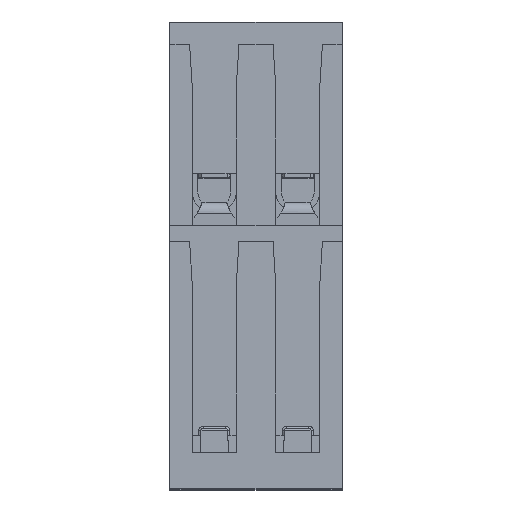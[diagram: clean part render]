
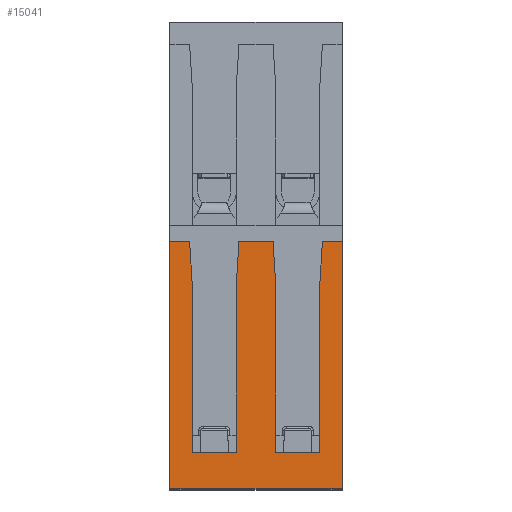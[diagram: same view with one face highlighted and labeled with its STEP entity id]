
A CAD part, top view. The second image highlights one B-rep face of the part: STEP entity #15041.
In plain terms, the highlighted planar face has unit normal (0, 0.021, 1).
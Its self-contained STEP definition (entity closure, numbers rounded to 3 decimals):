
#118 = VERTEX_POINT ( 'NONE', #1069 ) ;
#120 = VERTEX_POINT ( 'NONE', #14344 ) ;
#850 = CARTESIAN_POINT ( 'NONE',  ( 5.8, 3.299, 37.931 ) ) ;
#1065 = ORIENTED_EDGE ( 'NONE', *, *, #19618, .F. ) ;
#1069 = CARTESIAN_POINT ( 'NONE',  ( 5.8, 18.496, 37.615 ) ) ;
#1209 = VERTEX_POINT ( 'NONE', #25351 ) ;
#1453 = CARTESIAN_POINT ( 'NONE',  ( -6.05, 22.495, 37.531 ) ) ;
#1758 = CARTESIAN_POINT ( 'NONE',  ( -7.85, 22.495, 37.531 ) ) ;
#2017 = CARTESIAN_POINT ( 'NONE',  ( 0., 22.495, 37.531 ) ) ;
#2082 = ORIENTED_EDGE ( 'NONE', *, *, #25289, .T. ) ;
#2233 = CARTESIAN_POINT ( 'NONE',  ( 7.85, 0., 38. ) ) ;
#2448 = DIRECTION ( 'NONE',  ( 0., 1., -0.021 ) ) ;
#2575 = DIRECTION ( 'NONE',  ( 1., 0., 0. ) ) ;
#2759 = EDGE_CURVE ( 'NONE', #17053, #2882, #3760, .T. ) ;
#2882 = VERTEX_POINT ( 'NONE', #8296 ) ;
#2939 = CARTESIAN_POINT ( 'NONE',  ( -1.8, 18.496, 37.615 ) ) ;
#3174 = VECTOR ( 'NONE', #7275, 1000. ) ;
#3489 = VERTEX_POINT ( 'NONE', #2233 ) ;
#3516 = LINE ( 'NONE', #19159, #26672 ) ;
#3586 = VERTEX_POINT ( 'NONE', #15793 ) ;
#3760 = LINE ( 'NONE', #22437, #14823 ) ;
#4411 = EDGE_CURVE ( 'NONE', #19977, #20202, #3516, .T. ) ;
#4751 = CARTESIAN_POINT ( 'NONE',  ( -5.8, 18.496, 37.615 ) ) ;
#4788 = ORIENTED_EDGE ( 'NONE', *, *, #6557, .T. ) ;
#5154 = CARTESIAN_POINT ( 'NONE',  ( -7.85, 0., 38. ) ) ;
#5155 = VECTOR ( 'NONE', #25634, 1000. ) ;
#6557 = EDGE_CURVE ( 'NONE', #3489, #2882, #16880, .T. ) ;
#7097 = VECTOR ( 'NONE', #16334, 1000. ) ;
#7275 = DIRECTION ( 'NONE',  ( 0.062, 0.998, -0.021 ) ) ;
#7374 = DIRECTION ( 'NONE',  ( 0., -1., 0.021 ) ) ;
#7731 = LINE ( 'NONE', #23011, #24711 ) ;
#7836 = LINE ( 'NONE', #2017, #13018 ) ;
#8296 = CARTESIAN_POINT ( 'NONE',  ( 7.85, 22.495, 37.531 ) ) ;
#8499 = LINE ( 'NONE', #10434, #13713 ) ;
#9296 = VERTEX_POINT ( 'NONE', #13864 ) ;
#9598 = EDGE_CURVE ( 'NONE', #9296, #28062, #22489, .T. ) ;
#9664 = ORIENTED_EDGE ( 'NONE', *, *, #23678, .F. ) ;
#9713 = CARTESIAN_POINT ( 'NONE',  ( 1.8, 18.496, 37.615 ) ) ;
#9765 = LINE ( 'NONE', #22791, #3174 ) ;
#9781 = EDGE_LOOP ( 'NONE', ( #17223, #1065, #9664, #20531, #21613, #14022, #24584, #28679, #20935, #22999, #16611, #24537, #22038, #18257, #2082, #4788 ) ) ;
#10416 = VECTOR ( 'NONE', #7374, 1000. ) ;
#10434 = CARTESIAN_POINT ( 'NONE',  ( 1.55, 22.495, 37.531 ) ) ;
#10909 = VECTOR ( 'NONE', #16201, 1000. ) ;
#11053 = LINE ( 'NONE', #27735, #5155 ) ;
#11383 = VECTOR ( 'NONE', #28063, 1000. ) ;
#11425 = EDGE_CURVE ( 'NONE', #1209, #16423, #8499, .T. ) ;
#11903 = EDGE_CURVE ( 'NONE', #16423, #19977, #18904, .T. ) ;
#12846 = DIRECTION ( 'NONE',  ( 0., -1., 0.021 ) ) ;
#13018 = VECTOR ( 'NONE', #15284, 1000. ) ;
#13713 = VECTOR ( 'NONE', #23679, 1000. ) ;
#13864 = CARTESIAN_POINT ( 'NONE',  ( -6.05, 22.495, 37.531 ) ) ;
#14022 = ORIENTED_EDGE ( 'NONE', *, *, #11425, .F. ) ;
#14055 = VERTEX_POINT ( 'NONE', #27011 ) ;
#14126 = CARTESIAN_POINT ( 'NONE',  ( 6.05, 22.495, 37.531 ) ) ;
#14344 = CARTESIAN_POINT ( 'NONE',  ( -5.8, 3.299, 37.931 ) ) ;
#14823 = VECTOR ( 'NONE', #24757, 1000. ) ;
#14867 = VECTOR ( 'NONE', #23196, 1000. ) ;
#15041 = ADVANCED_FACE ( 'NONE', ( #28343 ), #15720, .F. ) ;
#15284 = DIRECTION ( 'NONE',  ( 1., 0., 0. ) ) ;
#15720 = PLANE ( 'NONE',  #23115 ) ;
#15793 = CARTESIAN_POINT ( 'NONE',  ( -1.8, 3.299, 37.931 ) ) ;
#16201 = DIRECTION ( 'NONE',  ( 0.062, 0.998, -0.021 ) ) ;
#16334 = DIRECTION ( 'NONE',  ( 0., -1., 0.021 ) ) ;
#16423 = VERTEX_POINT ( 'NONE', #9713 ) ;
#16425 = CARTESIAN_POINT ( 'NONE',  ( 0., 3.299, 37.931 ) ) ;
#16611 = ORIENTED_EDGE ( 'NONE', *, *, #17300, .F. ) ;
#16791 = LINE ( 'NONE', #2939, #10909 ) ;
#16880 = LINE ( 'NONE', #22119, #22080 ) ;
#17032 = CARTESIAN_POINT ( 'NONE',  ( -1.55, 22.495, 37.531 ) ) ;
#17053 = VERTEX_POINT ( 'NONE', #14126 ) ;
#17223 = ORIENTED_EDGE ( 'NONE', *, *, #2759, .F. ) ;
#17300 = EDGE_CURVE ( 'NONE', #28062, #120, #24438, .T. ) ;
#18257 = ORIENTED_EDGE ( 'NONE', *, *, #25957, .T. ) ;
#18566 = DIRECTION ( 'NONE',  ( 0., 1., -0.021 ) ) ;
#18576 = VECTOR ( 'NONE', #12846, 1000. ) ;
#18661 = DIRECTION ( 'NONE',  ( 1., 0., 0. ) ) ;
#18904 = LINE ( 'NONE', #27361, #7097 ) ;
#19112 = EDGE_CURVE ( 'NONE', #120, #3586, #24332, .T. ) ;
#19159 = CARTESIAN_POINT ( 'NONE',  ( 0., 3.299, 37.931 ) ) ;
#19460 = LINE ( 'NONE', #20216, #25649 ) ;
#19618 = EDGE_CURVE ( 'NONE', #118, #17053, #9765, .T. ) ;
#19852 = CARTESIAN_POINT ( 'NONE',  ( 1.8, 3.299, 37.931 ) ) ;
#19949 = EDGE_CURVE ( 'NONE', #28327, #1209, #7836, .T. ) ;
#19977 = VERTEX_POINT ( 'NONE', #19852 ) ;
#20086 = LINE ( 'NONE', #20662, #10416 ) ;
#20090 = DIRECTION ( 'NONE',  ( 0., -0.021, -1. ) ) ;
#20202 = VERTEX_POINT ( 'NONE', #850 ) ;
#20216 = CARTESIAN_POINT ( 'NONE',  ( 0., 0., 38. ) ) ;
#20531 = ORIENTED_EDGE ( 'NONE', *, *, #4411, .F. ) ;
#20662 = CARTESIAN_POINT ( 'NONE',  ( -7.85, 0., 38. ) ) ;
#20777 = LINE ( 'NONE', #25350, #14867 ) ;
#20935 = ORIENTED_EDGE ( 'NONE', *, *, #21739, .F. ) ;
#21613 = ORIENTED_EDGE ( 'NONE', *, *, #11903, .F. ) ;
#21739 = EDGE_CURVE ( 'NONE', #3586, #14055, #7731, .T. ) ;
#22038 = ORIENTED_EDGE ( 'NONE', *, *, #23327, .F. ) ;
#22080 = VECTOR ( 'NONE', #26564, 1000. ) ;
#22119 = CARTESIAN_POINT ( 'NONE',  ( 7.85, 0., 38. ) ) ;
#22257 = VERTEX_POINT ( 'NONE', #5154 ) ;
#22437 = CARTESIAN_POINT ( 'NONE',  ( 0., 22.495, 37.531 ) ) ;
#22489 = LINE ( 'NONE', #1453, #11383 ) ;
#22791 = CARTESIAN_POINT ( 'NONE',  ( 5.8, 18.496, 37.615 ) ) ;
#22959 = VECTOR ( 'NONE', #18661, 1000. ) ;
#22999 = ORIENTED_EDGE ( 'NONE', *, *, #19112, .F. ) ;
#23011 = CARTESIAN_POINT ( 'NONE',  ( -1.8, 11.248, 37.766 ) ) ;
#23115 = AXIS2_PLACEMENT_3D ( 'NONE', #26765, #20090, #2448 ) ;
#23196 = DIRECTION ( 'NONE',  ( 1., 0., 0. ) ) ;
#23327 = EDGE_CURVE ( 'NONE', #27866, #9296, #20777, .T. ) ;
#23510 = DIRECTION ( 'NONE',  ( 1., 0., 0. ) ) ;
#23678 = EDGE_CURVE ( 'NONE', #20202, #118, #11053, .T. ) ;
#23679 = DIRECTION ( 'NONE',  ( 0.062, -0.998, 0.021 ) ) ;
#23897 = CARTESIAN_POINT ( 'NONE',  ( -5.8, 11.248, 37.766 ) ) ;
#24332 = LINE ( 'NONE', #16425, #22959 ) ;
#24438 = LINE ( 'NONE', #23897, #18576 ) ;
#24537 = ORIENTED_EDGE ( 'NONE', *, *, #9598, .F. ) ;
#24584 = ORIENTED_EDGE ( 'NONE', *, *, #19949, .F. ) ;
#24711 = VECTOR ( 'NONE', #18566, 1000. ) ;
#24757 = DIRECTION ( 'NONE',  ( 1., 0., 0. ) ) ;
#25289 = EDGE_CURVE ( 'NONE', #22257, #3489, #19460, .T. ) ;
#25350 = CARTESIAN_POINT ( 'NONE',  ( 0., 22.495, 37.531 ) ) ;
#25351 = CARTESIAN_POINT ( 'NONE',  ( 1.55, 22.495, 37.531 ) ) ;
#25634 = DIRECTION ( 'NONE',  ( 0., 1., -0.021 ) ) ;
#25649 = VECTOR ( 'NONE', #2575, 1000. ) ;
#25957 = EDGE_CURVE ( 'NONE', #27866, #22257, #20086, .T. ) ;
#26564 = DIRECTION ( 'NONE',  ( 0., 1., -0.021 ) ) ;
#26672 = VECTOR ( 'NONE', #23510, 1000. ) ;
#26765 = CARTESIAN_POINT ( 'NONE',  ( -7.85, 0., 38. ) ) ;
#27011 = CARTESIAN_POINT ( 'NONE',  ( -1.8, 18.496, 37.615 ) ) ;
#27361 = CARTESIAN_POINT ( 'NONE',  ( 1.8, 11.248, 37.766 ) ) ;
#27735 = CARTESIAN_POINT ( 'NONE',  ( 5.8, 11.248, 37.766 ) ) ;
#27866 = VERTEX_POINT ( 'NONE', #1758 ) ;
#28062 = VERTEX_POINT ( 'NONE', #4751 ) ;
#28063 = DIRECTION ( 'NONE',  ( 0.062, -0.998, 0.021 ) ) ;
#28327 = VERTEX_POINT ( 'NONE', #17032 ) ;
#28343 = FACE_OUTER_BOUND ( 'NONE', #9781, .T. ) ;
#28571 = EDGE_CURVE ( 'NONE', #14055, #28327, #16791, .T. ) ;
#28679 = ORIENTED_EDGE ( 'NONE', *, *, #28571, .F. ) ;
